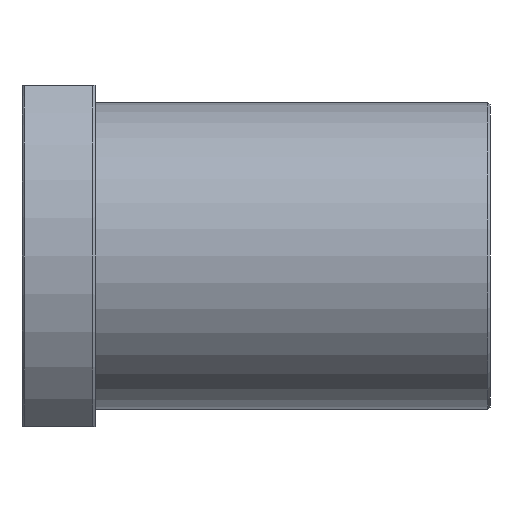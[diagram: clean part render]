
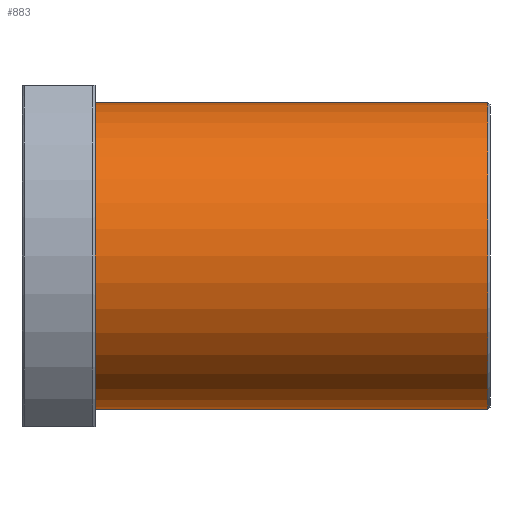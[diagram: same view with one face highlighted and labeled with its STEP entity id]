
A CAD part, front view. The second image highlights one B-rep face of the part: STEP entity #883.
In plain terms, the highlighted cylindrical face has radius 31.5 mm (diameter 63 mm), a partial arc.
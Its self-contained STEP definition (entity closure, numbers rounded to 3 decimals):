
#41 = VERTEX_POINT ( 'NONE', #603 ) ;
#65 = EDGE_LOOP ( 'NONE', ( #206, #560, #1009, #1143 ) ) ;
#72 = VERTEX_POINT ( 'NONE', #589 ) ;
#147 = VERTEX_POINT ( 'NONE', #230 ) ;
#169 = DIRECTION ( 'NONE',  ( -1., 0., 0. ) ) ;
#204 = DIRECTION ( 'NONE',  ( -1., 0., 0. ) ) ;
#206 = ORIENTED_EDGE ( 'NONE', *, *, #688, .F. ) ;
#216 = EDGE_CURVE ( 'NONE', #1073, #41, #1068, .T. ) ;
#230 = CARTESIAN_POINT ( 'NONE',  ( 19.559, 0., -31.5 ) ) ;
#241 = LINE ( 'NONE', #1152, #865 ) ;
#436 = DIRECTION ( 'NONE',  ( -1., 0., 0. ) ) ;
#513 = CARTESIAN_POINT ( 'NONE',  ( -149.49, 0., 31.5 ) ) ;
#560 = ORIENTED_EDGE ( 'NONE', *, *, #805, .T. ) ;
#589 = CARTESIAN_POINT ( 'NONE',  ( -60.941, 0., -31.5 ) ) ;
#603 = CARTESIAN_POINT ( 'NONE',  ( -60.941, 0., 31.5 ) ) ;
#624 = DIRECTION ( 'NONE',  ( -1., 0., 0. ) ) ;
#671 = DIRECTION ( 'NONE',  ( 0., 0., 1. ) ) ;
#688 = EDGE_CURVE ( 'NONE', #147, #72, #241, .T. ) ;
#705 = CARTESIAN_POINT ( 'NONE',  ( -60.941, 0., 0. ) ) ;
#706 = AXIS2_PLACEMENT_3D ( 'NONE', #822, #1248, #716 ) ;
#716 = DIRECTION ( 'NONE',  ( 0., 0., 1. ) ) ;
#805 = EDGE_CURVE ( 'NONE', #147, #1073, #1329, .T. ) ;
#822 = CARTESIAN_POINT ( 'NONE',  ( -149.49, 0., 0. ) ) ;
#865 = VECTOR ( 'NONE', #436, 1000. ) ;
#883 = ADVANCED_FACE ( 'NONE', ( #922 ), #936, .T. ) ;
#885 = EDGE_CURVE ( 'NONE', #72, #41, #1148, .T. ) ;
#922 = FACE_OUTER_BOUND ( 'NONE', #65, .T. ) ;
#936 = CYLINDRICAL_SURFACE ( 'NONE', #706, 31.5 ) ;
#940 = DIRECTION ( 'NONE',  ( 0., 0., 1. ) ) ;
#962 = CARTESIAN_POINT ( 'NONE',  ( 19.559, 0., 31.5 ) ) ;
#1009 = ORIENTED_EDGE ( 'NONE', *, *, #216, .T. ) ;
#1039 = AXIS2_PLACEMENT_3D ( 'NONE', #1119, #169, #671 ) ;
#1068 = LINE ( 'NONE', #513, #1368 ) ;
#1073 = VERTEX_POINT ( 'NONE', #962 ) ;
#1119 = CARTESIAN_POINT ( 'NONE',  ( 19.559, 0., 0. ) ) ;
#1143 = ORIENTED_EDGE ( 'NONE', *, *, #885, .F. ) ;
#1148 = CIRCLE ( 'NONE', #1310, 31.5 ) ;
#1152 = CARTESIAN_POINT ( 'NONE',  ( -149.49, 0., -31.5 ) ) ;
#1248 = DIRECTION ( 'NONE',  ( -1., 0., 0. ) ) ;
#1310 = AXIS2_PLACEMENT_3D ( 'NONE', #705, #204, #940 ) ;
#1329 = CIRCLE ( 'NONE', #1039, 31.5 ) ;
#1368 = VECTOR ( 'NONE', #624, 1000. ) ;
